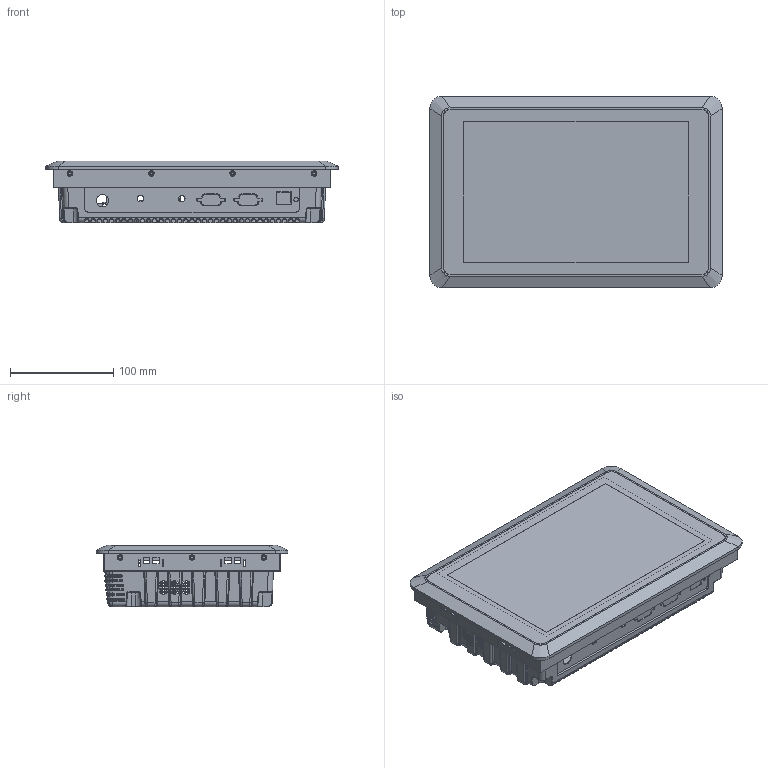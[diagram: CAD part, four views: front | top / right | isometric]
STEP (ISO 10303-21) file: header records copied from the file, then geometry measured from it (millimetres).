
FILE_DESCRIPTION((''),'2;1');
FILE_NAME('10_1INCH_ASM_ASM','2024-06-11T16:38:41',('Administrator'),(''),'CREO PARAMETRIC BY PTC INC, 2022164','CREO PARAMETRIC BY PTC INC, 2022164','');
FILE_SCHEMA(('AUTOMOTIVE_DESIGN { 1 0 10303 214 1 1 1 1 }'));
Products named in the file (15): FRONT_PANEL_10_1_16_10_37; TP_36_003_1000205_11; FRONT_PART_10_1INCH_CTX_ASM_6_ASM; MEDIUM_PANEL_10_1_CTX_19; MEDIUM_PANEL_10_1_CTX_ASM_22_ASM; UP_IO_PANEL__12_CT0002_18; UP_IO_PANEL__12_CT0001_ASM_37_ASM; DOWN_IO_PANEL_YSJ1900_10_-24803; DOWN_IO_PANEL_YSJ1900_10_-24852_ASM; X86_MID_PANEL_PART_10_1_CTX_ASM_ASM; _10_1-12INCH_0001_150; X86_BACK_COVER_10_1_CTX_ASM_3_ASM; X86_PART_10_1_CTX_ASM_6_ASM; 0-10_1INCH_CTX_ASM_117_ASM; 10_1INCH_ASM_ASM
Assembly tree (14 placements, depth 6):
  10_1INCH_ASM_ASM
    0-10_1INCH_CTX_ASM_117_ASM
      FRONT_PART_10_1INCH_CTX_ASM_6_ASM
        FRONT_PANEL_10_1_16_10_37
        TP_36_003_1000205_11
      X86_PART_10_1_CTX_ASM_6_ASM
        X86_MID_PANEL_PART_10_1_CTX_ASM_ASM
          MEDIUM_PANEL_10_1_CTX_ASM_22_ASM
            MEDIUM_PANEL_10_1_CTX_19
          UP_IO_PANEL__12_CT0001_ASM_37_ASM
            UP_IO_PANEL__12_CT0002_18
          DOWN_IO_PANEL_YSJ1900_10_-24852_ASM
            DOWN_IO_PANEL_YSJ1900_10_-24803
        X86_BACK_COVER_10_1_CTX_ASM_3_ASM
          _10_1-12INCH_0001_150
Bounding box: 283.7 x 186.2 x 60 mm (x, y, z)
Volume: 490667.3 mm3; surface area: 381639 mm2
Topology: 6 solids, 7 shells, 3250 faces, 8260 edges, 5018 vertices
Faces by surface type: cylinder 1248, plane 1055, bspline 405, torus 367, cone 152, sphere 20, extrusion 3
Entity records: 149678 total; most frequent: CARTESIAN_POINT 52105, ORIENTED_EDGE 16378, DIRECTION 14920, EDGE_CURVE 8192, AXIS2_PLACEMENT_3D 5376, VERTEX_POINT 5018, VECTOR 4168, LINE 4165
